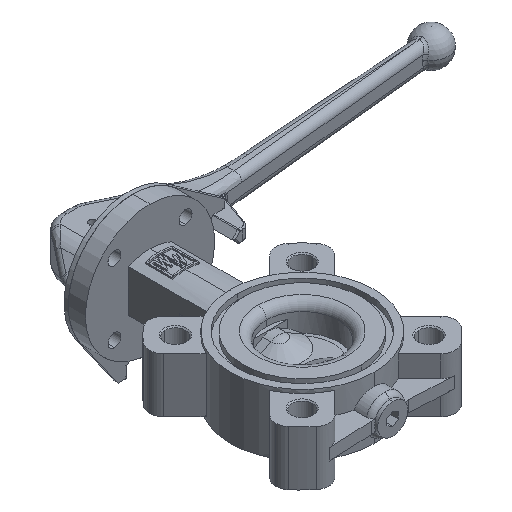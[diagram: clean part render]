
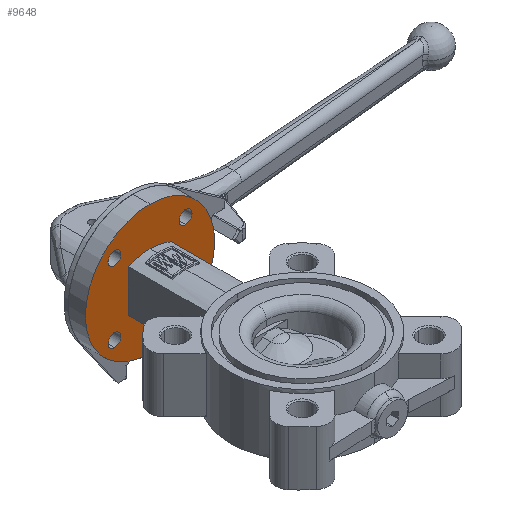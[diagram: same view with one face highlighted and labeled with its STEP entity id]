
A CAD part, isometric view. The second image highlights one B-rep face of the part: STEP entity #9648.
In plain terms, the highlighted planar face has unit normal (0, -1, 0).
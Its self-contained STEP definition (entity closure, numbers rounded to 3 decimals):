
#27 = AXIS2_PLACEMENT_3D ( 'NONE', #11369, #23399, #15430 ) ;
#63 = CARTESIAN_POINT ( 'NONE',  ( 24.749, 106., 20.249 ) ) ;
#285 = ORIENTED_EDGE ( 'NONE', *, *, #5556, .F. ) ;
#384 = CIRCLE ( 'NONE', #10548, 4.5 ) ;
#409 = ORIENTED_EDGE ( 'NONE', *, *, #14016, .F. ) ;
#487 = CARTESIAN_POINT ( 'NONE',  ( 24.749, 106., -24.749 ) ) ;
#881 = CARTESIAN_POINT ( 'NONE',  ( 0., 106., 0. ) ) ;
#1061 = DIRECTION ( 'NONE',  ( 0., 0., 1. ) ) ;
#1133 = FACE_BOUND ( 'NONE', #4482, .T. ) ;
#1264 = DIRECTION ( 'NONE',  ( 0., 0., 1. ) ) ;
#1340 = DIRECTION ( 'NONE',  ( 0., -1., 0. ) ) ;
#1600 = EDGE_CURVE ( 'NONE', #3807, #13971, #20563, .T. ) ;
#1633 = CARTESIAN_POINT ( 'NONE',  ( -29.249, 106., 24.749 ) ) ;
#1829 = VERTEX_POINT ( 'NONE', #12832 ) ;
#1928 = VERTEX_POINT ( 'NONE', #15226 ) ;
#1975 = CIRCLE ( 'NONE', #13385, 45. ) ;
#2141 = DIRECTION ( 'NONE',  ( 1., 0., 0. ) ) ;
#2174 = CARTESIAN_POINT ( 'NONE',  ( -15., 106., -14.726 ) ) ;
#2388 = FACE_BOUND ( 'NONE', #5724, .T. ) ;
#2453 = LINE ( 'NONE', #21210, #10258 ) ;
#2515 = ORIENTED_EDGE ( 'NONE', *, *, #17399, .F. ) ;
#2643 = DIRECTION ( 'NONE',  ( 0., 0., 1. ) ) ;
#2790 = ORIENTED_EDGE ( 'NONE', *, *, #9799, .T. ) ;
#2816 = DIRECTION ( 'NONE',  ( 0., 1., 0. ) ) ;
#3132 = CIRCLE ( 'NONE', #7088, 4.5 ) ;
#3147 = EDGE_CURVE ( 'NONE', #4401, #21707, #384, .T. ) ;
#3181 = DIRECTION ( 'NONE',  ( 0., -1., 0. ) ) ;
#3430 = CARTESIAN_POINT ( 'NONE',  ( -24.749, 106., 24.749 ) ) ;
#3469 = DIRECTION ( 'NONE',  ( 0., 0., 1. ) ) ;
#3642 = FACE_BOUND ( 'NONE', #14157, .T. ) ;
#3774 = CARTESIAN_POINT ( 'NONE',  ( 0., 106., -45. ) ) ;
#3807 = VERTEX_POINT ( 'NONE', #9036 ) ;
#4149 = ORIENTED_EDGE ( 'NONE', *, *, #5836, .F. ) ;
#4401 = VERTEX_POINT ( 'NONE', #10985 ) ;
#4482 = EDGE_LOOP ( 'NONE', ( #10825, #14272 ) ) ;
#4846 = AXIS2_PLACEMENT_3D ( 'NONE', #7441, #3181, #11270 ) ;
#5099 = VERTEX_POINT ( 'NONE', #16145 ) ;
#5188 = EDGE_LOOP ( 'NONE', ( #2515, #9187 ) ) ;
#5192 = AXIS2_PLACEMENT_3D ( 'NONE', #15500, #25226, #1264 ) ;
#5306 = DIRECTION ( 'NONE',  ( 0., -1., 0. ) ) ;
#5381 = CARTESIAN_POINT ( 'NONE',  ( 24.749, 106., 24.749 ) ) ;
#5417 = ORIENTED_EDGE ( 'NONE', *, *, #9351, .F. ) ;
#5454 = CARTESIAN_POINT ( 'NONE',  ( -24.749, 106., -20.249 ) ) ;
#5513 = CARTESIAN_POINT ( 'NONE',  ( 15., 106., -14.726 ) ) ;
#5556 = EDGE_CURVE ( 'NONE', #1928, #5099, #15713, .T. ) ;
#5724 = EDGE_LOOP ( 'NONE', ( #285, #20888 ) ) ;
#5836 = EDGE_CURVE ( 'NONE', #21707, #4401, #17551, .T. ) ;
#6221 = DIRECTION ( 'NONE',  ( 0., -1., 0. ) ) ;
#6555 = EDGE_CURVE ( 'NONE', #8042, #15315, #10294, .T. ) ;
#6590 = EDGE_CURVE ( 'NONE', #1829, #20015, #15943, .T. ) ;
#6691 = DIRECTION ( 'NONE',  ( 0., 0., 1. ) ) ;
#6719 = ORIENTED_EDGE ( 'NONE', *, *, #6590, .F. ) ;
#6815 = EDGE_LOOP ( 'NONE', ( #14282, #409 ) ) ;
#7088 = AXIS2_PLACEMENT_3D ( 'NONE', #18506, #14362, #2643 ) ;
#7441 = CARTESIAN_POINT ( 'NONE',  ( 0., 106., -18. ) ) ;
#7851 = EDGE_CURVE ( 'NONE', #19330, #19840, #2453, .T. ) ;
#7979 = CIRCLE ( 'NONE', #10859, 36. ) ;
#8042 = VERTEX_POINT ( 'NONE', #23830 ) ;
#8620 = AXIS2_PLACEMENT_3D ( 'NONE', #487, #20541, #8865 ) ;
#8865 = DIRECTION ( 'NONE',  ( -1., 0., 0. ) ) ;
#8989 = CIRCLE ( 'NONE', #12240, 4.5 ) ;
#9036 = CARTESIAN_POINT ( 'NONE',  ( -20.249, 106., 24.749 ) ) ;
#9060 = EDGE_CURVE ( 'NONE', #13971, #3807, #8989, .T. ) ;
#9187 = ORIENTED_EDGE ( 'NONE', *, *, #25746, .F. ) ;
#9320 = CARTESIAN_POINT ( 'NONE',  ( 0., 106., 0. ) ) ;
#9351 = EDGE_CURVE ( 'NONE', #19840, #1829, #10213, .T. ) ;
#9437 = CARTESIAN_POINT ( 'NONE',  ( 15., 106., 14.726 ) ) ;
#9547 = CIRCLE ( 'NONE', #13542, 4.5 ) ;
#9648 = ADVANCED_FACE ( 'NONE', ( #2388, #3642, #1133, #18308, #11737, #19582 ), #14969, .F. ) ;
#9799 = EDGE_CURVE ( 'NONE', #15752, #20015, #14247, .T. ) ;
#10213 = CIRCLE ( 'NONE', #27, 36. ) ;
#10258 = VECTOR ( 'NONE', #21295, 1000. ) ;
#10294 = CIRCLE ( 'NONE', #5192, 45. ) ;
#10548 = AXIS2_PLACEMENT_3D ( 'NONE', #11879, #6221, #21898 ) ;
#10825 = ORIENTED_EDGE ( 'NONE', *, *, #1600, .F. ) ;
#10859 = AXIS2_PLACEMENT_3D ( 'NONE', #15486, #1340, #17226 ) ;
#10985 = CARTESIAN_POINT ( 'NONE',  ( 24.749, 106., 29.249 ) ) ;
#11006 = DIRECTION ( 'NONE',  ( 1., 0., 0. ) ) ;
#11201 = AXIS2_PLACEMENT_3D ( 'NONE', #15705, #21324, #13682 ) ;
#11270 = DIRECTION ( 'NONE',  ( 0., 0., -1. ) ) ;
#11369 = CARTESIAN_POINT ( 'NONE',  ( 0., 106., -18. ) ) ;
#11737 = FACE_OUTER_BOUND ( 'NONE', #6815, .T. ) ;
#11831 = VERTEX_POINT ( 'NONE', #25348 ) ;
#11879 = CARTESIAN_POINT ( 'NONE',  ( 24.749, 106., 24.749 ) ) ;
#12240 = AXIS2_PLACEMENT_3D ( 'NONE', #3430, #17400, #11006 ) ;
#12832 = CARTESIAN_POINT ( 'NONE',  ( 0., 106., 18. ) ) ;
#13009 = EDGE_LOOP ( 'NONE', ( #25470, #2790, #6719, #5417, #24713 ) ) ;
#13385 = AXIS2_PLACEMENT_3D ( 'NONE', #9320, #17605, #3469 ) ;
#13542 = AXIS2_PLACEMENT_3D ( 'NONE', #18721, #20536, #6691 ) ;
#13682 = DIRECTION ( 'NONE',  ( -1., 0., 0. ) ) ;
#13971 = VERTEX_POINT ( 'NONE', #1633 ) ;
#13994 = EDGE_CURVE ( 'NONE', #5099, #1928, #19134, .T. ) ;
#14016 = EDGE_CURVE ( 'NONE', #15315, #8042, #1975, .T. ) ;
#14157 = EDGE_LOOP ( 'NONE', ( #4149, #17532 ) ) ;
#14247 = LINE ( 'NONE', #23634, #16137 ) ;
#14272 = ORIENTED_EDGE ( 'NONE', *, *, #9060, .F. ) ;
#14282 = ORIENTED_EDGE ( 'NONE', *, *, #6555, .F. ) ;
#14362 = DIRECTION ( 'NONE',  ( 0., -1., 0. ) ) ;
#14648 = AXIS2_PLACEMENT_3D ( 'NONE', #881, #2816, #1061 ) ;
#14969 = PLANE ( 'NONE',  #14648 ) ;
#15226 = CARTESIAN_POINT ( 'NONE',  ( 20.249, 106., -24.749 ) ) ;
#15315 = VERTEX_POINT ( 'NONE', #3774 ) ;
#15430 = DIRECTION ( 'NONE',  ( 0., 0., -1. ) ) ;
#15486 = CARTESIAN_POINT ( 'NONE',  ( 0., 106., 18. ) ) ;
#15500 = CARTESIAN_POINT ( 'NONE',  ( 0., 106., 0. ) ) ;
#15705 = CARTESIAN_POINT ( 'NONE',  ( 24.749, 106., -24.749 ) ) ;
#15713 = CIRCLE ( 'NONE', #8620, 4.5 ) ;
#15752 = VERTEX_POINT ( 'NONE', #2174 ) ;
#15943 = CIRCLE ( 'NONE', #4846, 36. ) ;
#16137 = VECTOR ( 'NONE', #25889, 1000. ) ;
#16145 = CARTESIAN_POINT ( 'NONE',  ( 29.249, 106., -24.749 ) ) ;
#17226 = DIRECTION ( 'NONE',  ( 0., 0., -1. ) ) ;
#17399 = EDGE_CURVE ( 'NONE', #18748, #11831, #9547, .T. ) ;
#17400 = DIRECTION ( 'NONE',  ( 0., -1., 0. ) ) ;
#17532 = ORIENTED_EDGE ( 'NONE', *, *, #3147, .F. ) ;
#17551 = CIRCLE ( 'NONE', #24424, 4.5 ) ;
#17605 = DIRECTION ( 'NONE',  ( 0., 1., 0. ) ) ;
#18308 = FACE_BOUND ( 'NONE', #5188, .T. ) ;
#18506 = CARTESIAN_POINT ( 'NONE',  ( -24.749, 106., -24.749 ) ) ;
#18721 = CARTESIAN_POINT ( 'NONE',  ( -24.749, 106., -24.749 ) ) ;
#18748 = VERTEX_POINT ( 'NONE', #5454 ) ;
#19134 = CIRCLE ( 'NONE', #11201, 4.5 ) ;
#19330 = VERTEX_POINT ( 'NONE', #5513 ) ;
#19582 = FACE_BOUND ( 'NONE', #13009, .T. ) ;
#19840 = VERTEX_POINT ( 'NONE', #9437 ) ;
#20015 = VERTEX_POINT ( 'NONE', #20201 ) ;
#20201 = CARTESIAN_POINT ( 'NONE',  ( -15., 106., 14.726 ) ) ;
#20536 = DIRECTION ( 'NONE',  ( 0., -1., 0. ) ) ;
#20541 = DIRECTION ( 'NONE',  ( 0., -1., 0. ) ) ;
#20563 = CIRCLE ( 'NONE', #23094, 4.5 ) ;
#20888 = ORIENTED_EDGE ( 'NONE', *, *, #13994, .F. ) ;
#21210 = CARTESIAN_POINT ( 'NONE',  ( 15., 106., 0. ) ) ;
#21295 = DIRECTION ( 'NONE',  ( 0., 0., 1. ) ) ;
#21324 = DIRECTION ( 'NONE',  ( 0., -1., 0. ) ) ;
#21475 = DIRECTION ( 'NONE',  ( 0., 0., -1. ) ) ;
#21707 = VERTEX_POINT ( 'NONE', #63 ) ;
#21898 = DIRECTION ( 'NONE',  ( 0., 0., -1. ) ) ;
#22166 = CARTESIAN_POINT ( 'NONE',  ( -24.749, 106., 24.749 ) ) ;
#22778 = EDGE_CURVE ( 'NONE', #15752, #19330, #7979, .T. ) ;
#23094 = AXIS2_PLACEMENT_3D ( 'NONE', #22166, #24263, #2141 ) ;
#23399 = DIRECTION ( 'NONE',  ( 0., -1., 0. ) ) ;
#23634 = CARTESIAN_POINT ( 'NONE',  ( -15., 106., 0. ) ) ;
#23830 = CARTESIAN_POINT ( 'NONE',  ( 0., 106., 45. ) ) ;
#24263 = DIRECTION ( 'NONE',  ( 0., -1., 0. ) ) ;
#24424 = AXIS2_PLACEMENT_3D ( 'NONE', #5381, #5306, #21475 ) ;
#24713 = ORIENTED_EDGE ( 'NONE', *, *, #7851, .F. ) ;
#25226 = DIRECTION ( 'NONE',  ( 0., 1., 0. ) ) ;
#25348 = CARTESIAN_POINT ( 'NONE',  ( -24.749, 106., -29.249 ) ) ;
#25470 = ORIENTED_EDGE ( 'NONE', *, *, #22778, .F. ) ;
#25746 = EDGE_CURVE ( 'NONE', #11831, #18748, #3132, .T. ) ;
#25889 = DIRECTION ( 'NONE',  ( 0., 0., 1. ) ) ;
